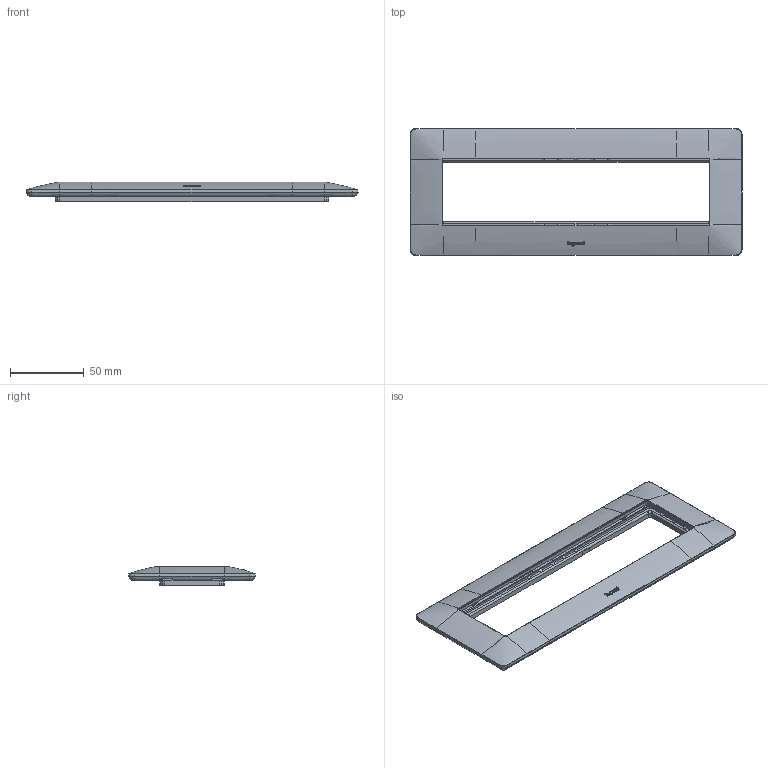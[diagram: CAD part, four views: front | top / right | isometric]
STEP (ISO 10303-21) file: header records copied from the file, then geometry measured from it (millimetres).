
FILE_DESCRIPTION(('CATIA V5 STEP Exchange','CAx-IF Rec.Pracs.--- Model Styling and Organization---1.4--- 2014-01-23'),'2;1');
FILE_NAME('752145_AllCATPart.stp','2020-02-13T09:45:16+00:00',('none'),('none'),'CATIA Version 5-6 Release 2017 SP3','CATIA V5 STEP AP214','none');
FILE_SCHEMA(('AUTOMOTIVE_DESIGN { 1 0 10303 214 1 1 1 1 }'));
Products named in the file (1): 752145_AllCATPart
Bounding box: 225 x 86 x 13.06 mm (x, y, z)
Volume: 45435.5 mm3; surface area: 55445.9 mm2
Topology: 1 solids, 1 shells, 8238 faces, 23297 edges, 15307 vertices
Faces by surface type: plane 6583, cylinder 663, bspline 586, extrusion 201, cone 140, torus 51, sphere 14
Entity records: 300987 total; most frequent: CARTESIAN_POINT 101862, ORIENTED_EDGE 46556, DIRECTION 28023, EDGE_CURVE 23278, VECTOR 15344, VERTEX_POINT 15307, LINE 15143, EDGE_LOOP 8581
